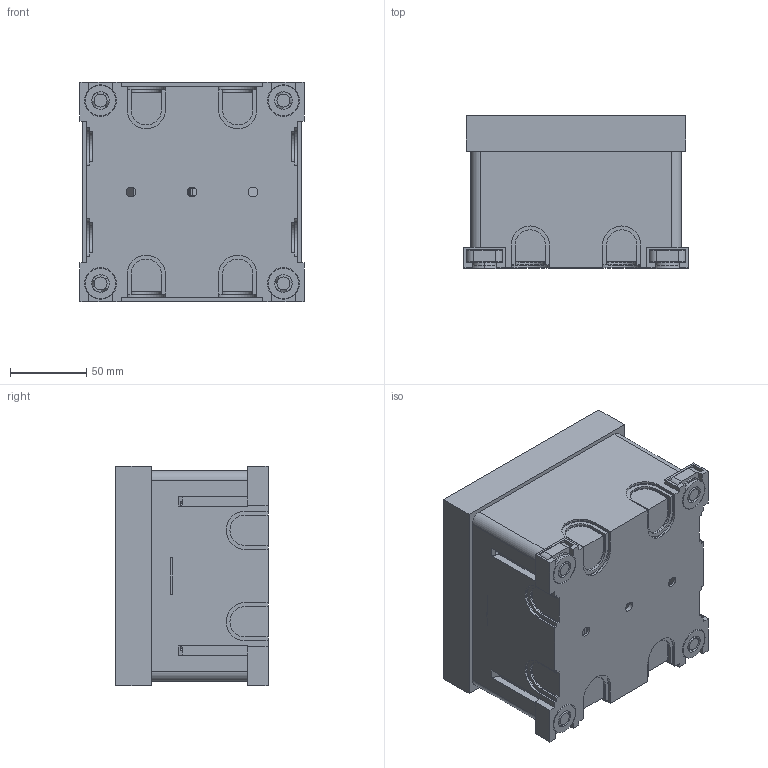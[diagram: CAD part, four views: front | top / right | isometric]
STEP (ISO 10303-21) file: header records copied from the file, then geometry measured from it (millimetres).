
FILE_DESCRIPTION((''),'2;1');
FILE_NAME('T-00921_ASM','2022-10-21T11:27:02',('letterg'),(''),'CREO PARAMETRIC BY PTC INC, 2022024','CREO PARAMETRIC BY PTC INC, 2022024','');
FILE_SCHEMA(('AUTOMOTIVE_DESIGN { 1 0 10303 214 1 1 1 1 }'));
Products named in the file (21): T-01523; 60449-M; 60450-M; T-01524KON; U09001; T-00714; T-00567; T-00565; T-00592S; T-00591S; T-00724S; T-00780S_ASM; T-00850_ASM; T-01519; U02225_ABDECKUNG_2F_9010; U02225_SOCKEL_2F; U02225_1_ASM; U02225_ASM; T-01520; 47633-M; T-00921_ASM
Assembly tree (32 placements, depth 4):
  T-00921_ASM
    T-01523
    60449-M  x4
    60450-M  x4
    T-01524KON
    U09001  x4
    T-00714  x4
    T-00567
    T-00850_ASM
      T-00565
      T-00780S_ASM
        T-00592S
        T-00591S
        T-00724S
    T-01519
    U02225_ASM
      U02225_1_ASM
        U02225_ABDECKUNG_2F_9010
        U02225_SOCKEL_2F
    T-01520
    47633-M
Bounding box: 147 x 100.2 x 144 mm (x, y, z)
Volume: 329898.4 mm3; surface area: 422996.3 mm2
Topology: 28 solids, 28 shells, 5553 faces, 15514 edges, 9979 vertices
Faces by surface type: plane 3401, cylinder 1534, torus 245, bspline 145, cone 137, sphere 81, extrusion 10
Entity records: 229187 total; most frequent: CARTESIAN_POINT 45523, ORIENTED_EDGE 28798, DIRECTION 26458, PRESENTATION_STYLE_ASSIGNMENT 14891, EDGE_CURVE 14399, STYLED_ITEM 13696, CURVE_STYLE 13686, VECTOR 10638
